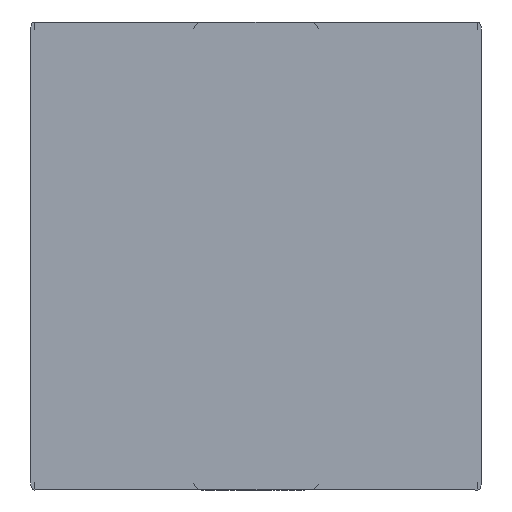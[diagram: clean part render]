
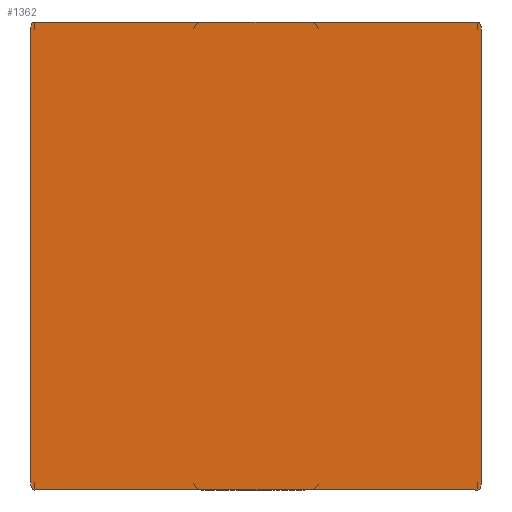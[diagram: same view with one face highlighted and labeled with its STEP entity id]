
A CAD part, front view. The second image highlights one B-rep face of the part: STEP entity #1362.
In plain terms, the highlighted planar face has unit normal (0, -1, 0).
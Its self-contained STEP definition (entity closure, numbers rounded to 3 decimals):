
#35=B_SPLINE_CURVE_WITH_KNOTS('',3,(#2190,#2191,#2192,#2193,#2194,#2195,
#2196,#2197,#2198,#2199,#2200,#2201),.UNSPECIFIED.,.F.,.F.,(4,2,2,2,2,4),
(0.327,0.368,0.399,0.42,
0.428,0.435),.UNSPECIFIED.);
#36=B_SPLINE_CURVE_WITH_KNOTS('',3,(#2205,#2206,#2207,#2208,#2209,#2210,
#2211,#2212,#2213,#2214,#2215,#2216),.UNSPECIFIED.,.F.,.F.,(4,2,2,2,2,4),
(0.435,0.442,0.45,0.471,
0.502,0.543),.UNSPECIFIED.);
#39=B_SPLINE_CURVE_WITH_KNOTS('',3,(#2239,#2240,#2241,#2242,#2243,#2244,
#2245,#2246,#2247,#2248,#2249,#2250),.UNSPECIFIED.,.F.,.F.,(4,2,2,2,2,4),
(0.435,0.442,0.45,0.471,
0.502,0.543),.UNSPECIFIED.);
#40=B_SPLINE_CURVE_WITH_KNOTS('',3,(#2254,#2255,#2256,#2257,#2258,#2259,
#2260,#2261,#2262,#2263,#2264,#2265),.UNSPECIFIED.,.F.,.F.,(4,2,2,2,2,4),
(0.327,0.368,0.399,0.42,
0.428,0.435),.UNSPECIFIED.);
#78=PLANE('',#1507);
#136=FACE_OUTER_BOUND('',#211,.T.);
#211=EDGE_LOOP('',(#1058,#1059,#1060,#1061,#1062,#1063,#1064,#1065,#1066,
#1067,#1068,#1069));
#334=LINE('',#2220,#447);
#335=LINE('',#2235,#448);
#336=LINE('',#2269,#449);
#337=LINE('',#2270,#450);
#338=LINE('',#2271,#451);
#339=LINE('',#2273,#452);
#340=LINE('',#2274,#453);
#341=LINE('',#2275,#454);
#447=VECTOR('',#1807,10.);
#448=VECTOR('',#1810,10.);
#449=VECTOR('',#1819,10.);
#450=VECTOR('',#1820,10.);
#451=VECTOR('',#1821,10.);
#452=VECTOR('',#1822,10.);
#453=VECTOR('',#1823,10.);
#454=VECTOR('',#1824,10.);
#633=VERTEX_POINT('',#2188);
#634=VERTEX_POINT('',#2189);
#635=VERTEX_POINT('',#2202);
#636=VERTEX_POINT('',#2204);
#637=VERTEX_POINT('',#2219);
#640=VERTEX_POINT('',#2229);
#641=VERTEX_POINT('',#2237);
#642=VERTEX_POINT('',#2238);
#643=VERTEX_POINT('',#2251);
#644=VERTEX_POINT('',#2253);
#645=VERTEX_POINT('',#2268);
#646=VERTEX_POINT('',#2272);
#802=EDGE_CURVE('',#633,#634,#35,.T.);
#804=EDGE_CURVE('',#635,#636,#36,.T.);
#806=EDGE_CURVE('',#634,#637,#334,.T.);
#810=EDGE_CURVE('',#635,#640,#335,.T.);
#811=EDGE_CURVE('',#641,#642,#39,.T.);
#813=EDGE_CURVE('',#643,#644,#40,.T.);
#815=EDGE_CURVE('',#640,#645,#336,.T.);
#816=EDGE_CURVE('',#645,#644,#337,.T.);
#817=EDGE_CURVE('',#642,#643,#338,.T.);
#818=EDGE_CURVE('',#646,#641,#339,.T.);
#819=EDGE_CURVE('',#637,#646,#340,.T.);
#820=EDGE_CURVE('',#633,#636,#341,.T.);
#1058=ORIENTED_EDGE('',*,*,#804,.F.);
#1059=ORIENTED_EDGE('',*,*,#810,.T.);
#1060=ORIENTED_EDGE('',*,*,#815,.T.);
#1061=ORIENTED_EDGE('',*,*,#816,.T.);
#1062=ORIENTED_EDGE('',*,*,#813,.F.);
#1063=ORIENTED_EDGE('',*,*,#817,.F.);
#1064=ORIENTED_EDGE('',*,*,#811,.F.);
#1065=ORIENTED_EDGE('',*,*,#818,.F.);
#1066=ORIENTED_EDGE('',*,*,#819,.F.);
#1067=ORIENTED_EDGE('',*,*,#806,.F.);
#1068=ORIENTED_EDGE('',*,*,#802,.F.);
#1069=ORIENTED_EDGE('',*,*,#820,.T.);
#1362=ADVANCED_FACE('',(#136),#78,.T.);
#1507=AXIS2_PLACEMENT_3D('',#2267,#1817,#1818);
#1807=DIRECTION('',(1.,0.,0.));
#1810=DIRECTION('',(1.,0.,0.));
#1817=DIRECTION('center_axis',(0.,-1.,0.));
#1818=DIRECTION('ref_axis',(0.,0.,-1.));
#1819=DIRECTION('',(1.,0.,0.));
#1820=DIRECTION('',(1.,0.,0.));
#1821=DIRECTION('',(0.,0.,-1.));
#1822=DIRECTION('',(1.,0.,0.));
#1823=DIRECTION('',(1.,0.,0.));
#1824=DIRECTION('',(0.,0.,-1.));
#2188=CARTESIAN_POINT('',(-26.,0.,-0.927));
#2189=CARTESIAN_POINT('',(-25.5,0.,0.));
#2190=CARTESIAN_POINT('Ctrl Pts',(-26.,0.,-0.927));
#2191=CARTESIAN_POINT('Ctrl Pts',(-26.,0.,-0.789));
#2192=CARTESIAN_POINT('Ctrl Pts',(-25.98,0.,
-0.625));
#2193=CARTESIAN_POINT('Ctrl Pts',(-25.915,0.,
-0.394));
#2194=CARTESIAN_POINT('Ctrl Pts',(-25.867,0.,
-0.281));
#2195=CARTESIAN_POINT('Ctrl Pts',(-25.77,0.,
-0.14));
#2196=CARTESIAN_POINT('Ctrl Pts',(-25.712,0.,
-0.078));
#2197=CARTESIAN_POINT('Ctrl Pts',(-25.629,0.,
-0.03));
#2198=CARTESIAN_POINT('Ctrl Pts',(-25.6,0.,
-0.017));
#2199=CARTESIAN_POINT('Ctrl Pts',(-25.552,0.,
-0.004));
#2200=CARTESIAN_POINT('Ctrl Pts',(-25.524,0.,
0.));
#2201=CARTESIAN_POINT('Ctrl Pts',(-25.5,0.,0.));
#2202=CARTESIAN_POINT('',(-25.5,0.,-60.));
#2204=CARTESIAN_POINT('',(-26.,0.,-59.073));
#2205=CARTESIAN_POINT('Ctrl Pts',(-25.5,0.,-60.));
#2206=CARTESIAN_POINT('Ctrl Pts',(-25.524,0.,
-60.));
#2207=CARTESIAN_POINT('Ctrl Pts',(-25.552,0.,
-59.996));
#2208=CARTESIAN_POINT('Ctrl Pts',(-25.6,0.,
-59.983));
#2209=CARTESIAN_POINT('Ctrl Pts',(-25.629,0.,
-59.97));
#2210=CARTESIAN_POINT('Ctrl Pts',(-25.712,0.,
-59.922));
#2211=CARTESIAN_POINT('Ctrl Pts',(-25.77,0.,
-59.86));
#2212=CARTESIAN_POINT('Ctrl Pts',(-25.867,0.,
-59.719));
#2213=CARTESIAN_POINT('Ctrl Pts',(-25.915,0.,
-59.606));
#2214=CARTESIAN_POINT('Ctrl Pts',(-25.98,0.,
-59.375));
#2215=CARTESIAN_POINT('Ctrl Pts',(-26.,0.,-59.211));
#2216=CARTESIAN_POINT('Ctrl Pts',(-26.,0.,-59.073));
#2219=CARTESIAN_POINT('',(-4.545,0.,0.));
#2220=CARTESIAN_POINT('',(0.,0.,0.));
#2229=CARTESIAN_POINT('',(-4.545,0.,-60.));
#2235=CARTESIAN_POINT('',(0.,0.,-60.));
#2237=CARTESIAN_POINT('',(31.3,0.,0.));
#2238=CARTESIAN_POINT('',(31.8,0.,-0.927));
#2239=CARTESIAN_POINT('Ctrl Pts',(31.3,0.,0.));
#2240=CARTESIAN_POINT('Ctrl Pts',(31.324,0.,
0.));
#2241=CARTESIAN_POINT('Ctrl Pts',(31.352,0.,
-0.004));
#2242=CARTESIAN_POINT('Ctrl Pts',(31.4,0.,
-0.017));
#2243=CARTESIAN_POINT('Ctrl Pts',(31.429,0.,
-0.03));
#2244=CARTESIAN_POINT('Ctrl Pts',(31.512,0.,
-0.078));
#2245=CARTESIAN_POINT('Ctrl Pts',(31.57,0.,
-0.14));
#2246=CARTESIAN_POINT('Ctrl Pts',(31.667,0.,
-0.281));
#2247=CARTESIAN_POINT('Ctrl Pts',(31.715,0.,
-0.394));
#2248=CARTESIAN_POINT('Ctrl Pts',(31.78,0.,
-0.625));
#2249=CARTESIAN_POINT('Ctrl Pts',(31.8,0.,-0.789));
#2250=CARTESIAN_POINT('Ctrl Pts',(31.8,0.,-0.927));
#2251=CARTESIAN_POINT('',(31.8,0.,-59.073));
#2253=CARTESIAN_POINT('',(31.3,0.,-60.));
#2254=CARTESIAN_POINT('Ctrl Pts',(31.8,0.,-59.073));
#2255=CARTESIAN_POINT('Ctrl Pts',(31.8,0.,-59.211));
#2256=CARTESIAN_POINT('Ctrl Pts',(31.78,0.,
-59.375));
#2257=CARTESIAN_POINT('Ctrl Pts',(31.715,0.,
-59.606));
#2258=CARTESIAN_POINT('Ctrl Pts',(31.667,0.,
-59.719));
#2259=CARTESIAN_POINT('Ctrl Pts',(31.57,0.,
-59.86));
#2260=CARTESIAN_POINT('Ctrl Pts',(31.512,0.,
-59.922));
#2261=CARTESIAN_POINT('Ctrl Pts',(31.429,0.,
-59.97));
#2262=CARTESIAN_POINT('Ctrl Pts',(31.4,0.,
-59.983));
#2263=CARTESIAN_POINT('Ctrl Pts',(31.352,0.,
-59.996));
#2264=CARTESIAN_POINT('Ctrl Pts',(31.324,0.,
-60.));
#2265=CARTESIAN_POINT('Ctrl Pts',(31.3,0.,-60.));
#2267=CARTESIAN_POINT('Origin',(0.,0.,0.));
#2268=CARTESIAN_POINT('',(10.345,0.,-60.));
#2269=CARTESIAN_POINT('',(0.,0.,-60.));
#2270=CARTESIAN_POINT('',(0.,0.,-60.));
#2271=CARTESIAN_POINT('',(31.8,0.,0.));
#2272=CARTESIAN_POINT('',(10.345,0.,0.));
#2273=CARTESIAN_POINT('',(0.,0.,0.));
#2274=CARTESIAN_POINT('',(0.,0.,0.));
#2275=CARTESIAN_POINT('',(-26.,0.,0.));
